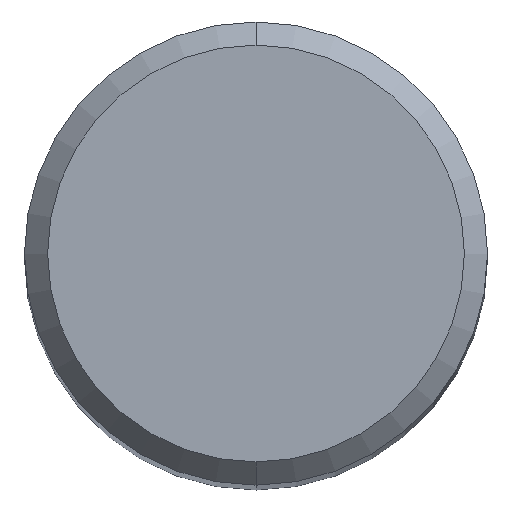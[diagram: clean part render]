
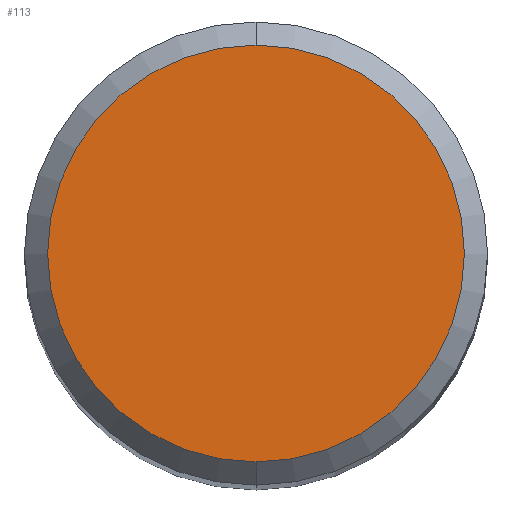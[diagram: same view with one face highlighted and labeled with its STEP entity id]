
A CAD part, top view. The second image highlights one B-rep face of the part: STEP entity #113.
In plain terms, the highlighted planar face has unit normal (0, 0, 1).
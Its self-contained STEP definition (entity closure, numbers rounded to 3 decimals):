
#113=ADVANCED_FACE('',(#264),#265,.T.);
#123=EDGE_CURVE('',#217,#139,#277,.T.);
#139=VERTEX_POINT('',#297);
#191=EDGE_CURVE('',#139,#217,#355,.T.);
#217=VERTEX_POINT('',#383);
#264=FACE_OUTER_BOUND('',#429,.T.);
#265=PLANE('',#430);
#277=CIRCLE('',#445,3.6);
#297=CARTESIAN_POINT('',(0.0,3.6,0.0));
#355=CIRCLE('',#545,3.6);
#383=CARTESIAN_POINT('',(0.,-3.6,0.0));
#429=EDGE_LOOP('',(#607,#608));
#430=AXIS2_PLACEMENT_3D('',#609,#610,#611);
#445=AXIS2_PLACEMENT_3D('',#629,#630,#631);
#545=AXIS2_PLACEMENT_3D('',#741,#742,#743);
#607=ORIENTED_EDGE('',*,*,#191,.F.);
#608=ORIENTED_EDGE('',*,*,#123,.F.);
#609=CARTESIAN_POINT('',(0.0,1.8,0.0));
#610=DIRECTION('',(-0.0,0.0,1.0));
#611=DIRECTION('',(0.0,-1.0,0.0));
#629=CARTESIAN_POINT('',(0.0,0.0,0.0));
#630=DIRECTION('',(0.0,0.0,-1.0));
#631=DIRECTION('',(0.0,1.0,0.0));
#741=CARTESIAN_POINT('',(0.0,0.0,0.0));
#742=DIRECTION('',(0.0,0.0,-1.0));
#743=DIRECTION('',(0.0,1.0,0.0));
